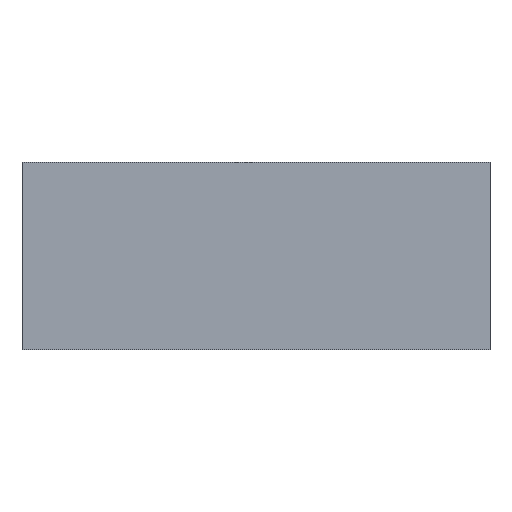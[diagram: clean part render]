
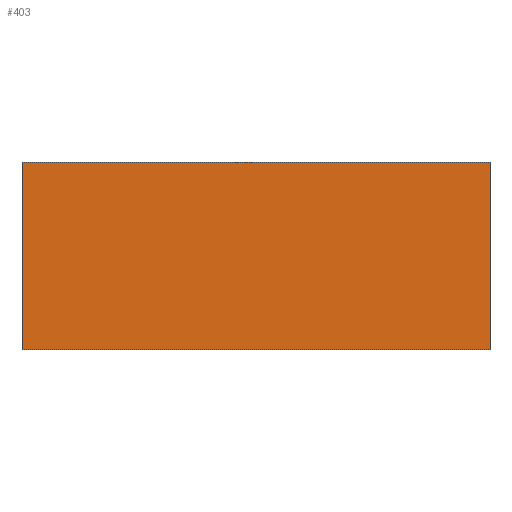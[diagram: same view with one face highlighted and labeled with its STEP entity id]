
A CAD part, top view. The second image highlights one B-rep face of the part: STEP entity #403.
In plain terms, the highlighted planar face has unit normal (0, 0, 1).
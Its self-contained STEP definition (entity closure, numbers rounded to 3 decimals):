
#383=AXIS2_PLACEMENT_3D('Plane Axis2P3D',#380,#381,#382) ;
#311=CARTESIAN_POINT('Vertex',(15.,0.,4.)) ;
#314=CARTESIAN_POINT('Line Origine',(7.5,0.,4.)) ;
#318=CARTESIAN_POINT('Vertex',(0.,0.,4.)) ;
#345=CARTESIAN_POINT('Line Origine',(0.,3.,4.)) ;
#349=CARTESIAN_POINT('Vertex',(0.,6.,4.)) ;
#380=CARTESIAN_POINT('Axis2P3D Location',(7.5,3.,4.)) ;
#385=CARTESIAN_POINT('Line Origine',(15.,3.,4.)) ;
#389=CARTESIAN_POINT('Vertex',(15.,6.,4.)) ;
#392=CARTESIAN_POINT('Line Origine',(7.5,6.,4.)) ;
#315=DIRECTION('Vector Direction',(1.,0.,0.)) ;
#346=DIRECTION('Vector Direction',(0.,1.,0.)) ;
#381=DIRECTION('Axis2P3D Direction',(0.,0.,1.)) ;
#382=DIRECTION('Axis2P3D XDirection',(0.,1.,0.)) ;
#386=DIRECTION('Vector Direction',(0.,-1.,0.)) ;
#393=DIRECTION('Vector Direction',(-1.,0.,0.)) ;
#316=VECTOR('Line Direction',#315,1.) ;
#347=VECTOR('Line Direction',#346,1.) ;
#387=VECTOR('Line Direction',#386,1.) ;
#394=VECTOR('Line Direction',#393,1.) ;
#398=ORIENTED_EDGE('',*,*,#320,.T.) ;
#399=ORIENTED_EDGE('',*,*,#391,.T.) ;
#400=ORIENTED_EDGE('',*,*,#396,.T.) ;
#401=ORIENTED_EDGE('',*,*,#351,.T.) ;
#403=ADVANCED_FACE('S3D gedreht',(#402),#384,.T.) ;
#320=EDGE_CURVE('',#319,#312,#317,.T.) ;
#351=EDGE_CURVE('',#350,#319,#348,.F.) ;
#391=EDGE_CURVE('',#312,#390,#388,.F.) ;
#396=EDGE_CURVE('',#390,#350,#395,.T.) ;
#397=EDGE_LOOP('',(#398,#399,#400,#401)) ;
#402=FACE_OUTER_BOUND('',#397,.T.) ;
#317=LINE('Line',#314,#316) ;
#348=LINE('Line',#345,#347) ;
#388=LINE('Line',#385,#387) ;
#395=LINE('Line',#392,#394) ;
#384=PLANE('',#383) ;
#312=VERTEX_POINT('',#311) ;
#319=VERTEX_POINT('',#318) ;
#350=VERTEX_POINT('',#349) ;
#390=VERTEX_POINT('',#389) ;
